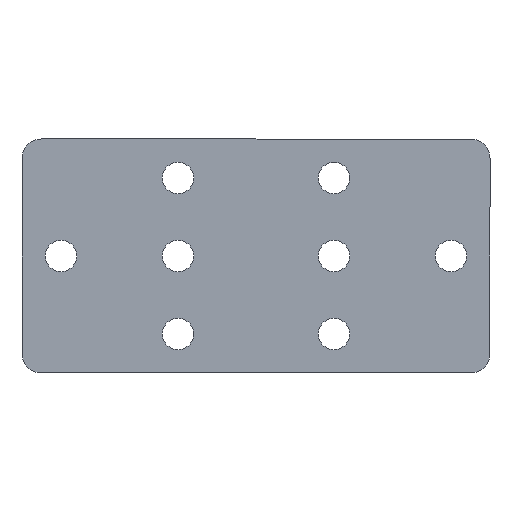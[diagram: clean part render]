
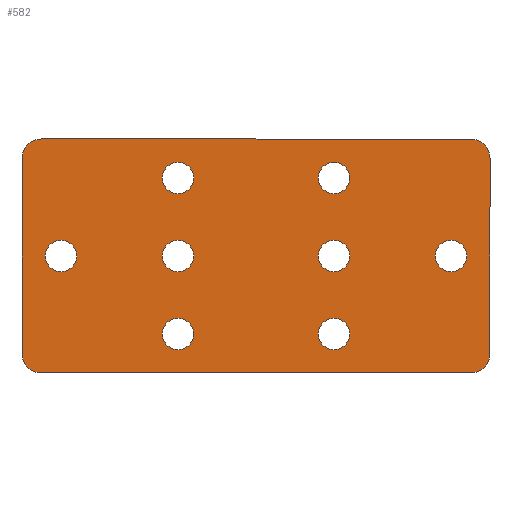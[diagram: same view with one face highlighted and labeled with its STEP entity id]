
A CAD part, front view. The second image highlights one B-rep face of the part: STEP entity #582.
In plain terms, the highlighted planar face has unit normal (0, -1, 0).
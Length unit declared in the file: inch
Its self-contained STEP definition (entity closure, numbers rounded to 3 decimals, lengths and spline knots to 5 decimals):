
#8 = CARTESIAN_POINT ( 'NONE',  ( 2., 0., -0.3505 ) ) ;
#9 = VERTEX_POINT ( 'NONE', #571 ) ;
#36 = ORIENTED_EDGE ( 'NONE', *, *, #588, .T. ) ;
#37 = CARTESIAN_POINT ( 'NONE',  ( 0.25, 0., -0.75 ) ) ;
#38 = ORIENTED_EDGE ( 'NONE', *, *, #186, .T. ) ;
#43 = AXIS2_PLACEMENT_3D ( 'NONE', #322, #593, #843 ) ;
#46 = AXIS2_PLACEMENT_3D ( 'NONE', #856, #516, #777 ) ;
#47 = EDGE_CURVE ( 'NONE', #49, #143, #260, .T. ) ;
#49 = VERTEX_POINT ( 'NONE', #512 ) ;
#52 = ORIENTED_EDGE ( 'NONE', *, *, #529, .F. ) ;
#58 = ORIENTED_EDGE ( 'NONE', *, *, #253, .F. ) ;
#61 = VECTOR ( 'NONE', #156, 39.37008 ) ;
#65 = VERTEX_POINT ( 'NONE', #335 ) ;
#81 = AXIS2_PLACEMENT_3D ( 'NONE', #283, #651, #404 ) ;
#83 = EDGE_LOOP ( 'NONE', ( #758 ) ) ;
#84 = FACE_BOUND ( 'NONE', #385, .T. ) ;
#85 = EDGE_CURVE ( 'NONE', #732, #732, #189, .T. ) ;
#90 = FACE_OUTER_BOUND ( 'NONE', #294, .T. ) ;
#94 = ORIENTED_EDGE ( 'NONE', *, *, #627, .T. ) ;
#121 = CARTESIAN_POINT ( 'NONE',  ( 2.75, 0., -0.6495 ) ) ;
#124 = CARTESIAN_POINT ( 'NONE',  ( 1., 0., -0.25 ) ) ;
#126 = VERTEX_POINT ( 'NONE', #418 ) ;
#127 = CARTESIAN_POINT ( 'NONE',  ( 2.875, 0., 0. ) ) ;
#141 = ORIENTED_EDGE ( 'NONE', *, *, #770, .T. ) ;
#143 = VERTEX_POINT ( 'NONE', #596 ) ;
#145 = PLANE ( 'NONE',  #644 ) ;
#150 = VERTEX_POINT ( 'NONE', #177 ) ;
#153 = ORIENTED_EDGE ( 'NONE', *, *, #268, .T. ) ;
#155 = EDGE_CURVE ( 'NONE', #65, #65, #855, .T. ) ;
#156 = DIRECTION ( 'NONE',  ( -1., 0., 0. ) ) ;
#160 = CIRCLE ( 'NONE', #431, 0.1005 ) ;
#167 = DIRECTION ( 'NONE',  ( 0., 0., -1. ) ) ;
#175 = CARTESIAN_POINT ( 'NONE',  ( 2., 0., -0.75 ) ) ;
#177 = CARTESIAN_POINT ( 'NONE',  ( 0., 0., -0.125 ) ) ;
#184 = CARTESIAN_POINT ( 'NONE',  ( 3., 0., -0.125 ) ) ;
#186 = EDGE_CURVE ( 'NONE', #606, #606, #764, .T. ) ;
#189 = CIRCLE ( 'NONE', #46, 0.1005 ) ;
#190 = VERTEX_POINT ( 'NONE', #486 ) ;
#198 = DIRECTION ( 'NONE',  ( 0., 0., -1. ) ) ;
#199 = VERTEX_POINT ( 'NONE', #497 ) ;
#204 = CARTESIAN_POINT ( 'NONE',  ( 2., 0., -0.25 ) ) ;
#209 = ORIENTED_EDGE ( 'NONE', *, *, #667, .T. ) ;
#210 = FACE_BOUND ( 'NONE', #285, .T. ) ;
#213 = CIRCLE ( 'NONE', #221, 0.1005 ) ;
#221 = AXIS2_PLACEMENT_3D ( 'NONE', #37, #841, #167 ) ;
#231 = VERTEX_POINT ( 'NONE', #184 ) ;
#232 = CARTESIAN_POINT ( 'NONE',  ( 3., 0., -1.375 ) ) ;
#239 = CIRCLE ( 'NONE', #499, 0.1005 ) ;
#240 = ORIENTED_EDGE ( 'NONE', *, *, #650, .T. ) ;
#245 = EDGE_LOOP ( 'NONE', ( #240 ) ) ;
#249 = LINE ( 'NONE', #328, #279 ) ;
#253 = EDGE_CURVE ( 'NONE', #49, #150, #706, .T. ) ;
#254 = CIRCLE ( 'NONE', #317, 0.125 ) ;
#259 = CARTESIAN_POINT ( 'NONE',  ( 0., 0., -1.5 ) ) ;
#260 = CIRCLE ( 'NONE', #432, 0.125 ) ;
#267 = EDGE_LOOP ( 'NONE', ( #38 ) ) ;
#268 = EDGE_CURVE ( 'NONE', #126, #126, #213, .T. ) ;
#270 = EDGE_LOOP ( 'NONE', ( #36 ) ) ;
#272 = DIRECTION ( 'NONE',  ( 0., 1., 0. ) ) ;
#274 = CARTESIAN_POINT ( 'NONE',  ( 0.125, 0., -1.375 ) ) ;
#279 = VECTOR ( 'NONE', #682, 39.37008 ) ;
#281 = DIRECTION ( 'NONE',  ( 0., 0., -1. ) ) ;
#283 = CARTESIAN_POINT ( 'NONE',  ( 2., 0., -1.25 ) ) ;
#285 = EDGE_LOOP ( 'NONE', ( #657 ) ) ;
#286 = FACE_BOUND ( 'NONE', #348, .T. ) ;
#294 = EDGE_LOOP ( 'NONE', ( #58, #575, #781, #209, #52, #94, #329, #587 ) ) ;
#296 = CIRCLE ( 'NONE', #43, 0.1005 ) ;
#309 = DIRECTION ( 'NONE',  ( 0., 0., -1. ) ) ;
#311 = EDGE_LOOP ( 'NONE', ( #153 ) ) ;
#313 = CARTESIAN_POINT ( 'NONE',  ( 0., 0., 0. ) ) ;
#317 = AXIS2_PLACEMENT_3D ( 'NONE', #558, #493, #488 ) ;
#322 = CARTESIAN_POINT ( 'NONE',  ( 1., 0., -0.75 ) ) ;
#328 = CARTESIAN_POINT ( 'NONE',  ( 3., 0., 0. ) ) ;
#329 = ORIENTED_EDGE ( 'NONE', *, *, #689, .F. ) ;
#331 = EDGE_CURVE ( 'NONE', #9, #143, #610, .T. ) ;
#335 = CARTESIAN_POINT ( 'NONE',  ( 2., 0., -1.1495 ) ) ;
#348 = EDGE_LOOP ( 'NONE', ( #141 ) ) ;
#357 = DIRECTION ( 'NONE',  ( 0., 1., 0. ) ) ;
#359 = CIRCLE ( 'NONE', #517, 0.125 ) ;
#382 = DIRECTION ( 'NONE',  ( 0., 0., 1. ) ) ;
#385 = EDGE_LOOP ( 'NONE', ( #705 ) ) ;
#403 = EDGE_CURVE ( 'NONE', #190, #190, #160, .T. ) ;
#404 = DIRECTION ( 'NONE',  ( 0., 0., 1. ) ) ;
#418 = CARTESIAN_POINT ( 'NONE',  ( 0.25, 0., -0.8505 ) ) ;
#431 = AXIS2_PLACEMENT_3D ( 'NONE', #124, #552, #560 ) ;
#432 = AXIS2_PLACEMENT_3D ( 'NONE', #274, #731, #309 ) ;
#433 = DIRECTION ( 'NONE',  ( 0., 0., -1. ) ) ;
#437 = DIRECTION ( 'NONE',  ( 0., -1., 0. ) ) ;
#443 = AXIS2_PLACEMENT_3D ( 'NONE', #494, #357, #281 ) ;
#452 = VERTEX_POINT ( 'NONE', #127 ) ;
#486 = CARTESIAN_POINT ( 'NONE',  ( 1., 0., -0.1495 ) ) ;
#488 = DIRECTION ( 'NONE',  ( 0., 0., -1. ) ) ;
#491 = VERTEX_POINT ( 'NONE', #745 ) ;
#493 = DIRECTION ( 'NONE',  ( 0., -1., 0. ) ) ;
#494 = CARTESIAN_POINT ( 'NONE',  ( 1., 0., -1.25 ) ) ;
#497 = CARTESIAN_POINT ( 'NONE',  ( 1., 0., -0.6495 ) ) ;
#499 = AXIS2_PLACEMENT_3D ( 'NONE', #204, #272, #433 ) ;
#505 = FACE_BOUND ( 'NONE', #270, .T. ) ;
#510 = FACE_BOUND ( 'NONE', #267, .T. ) ;
#512 = CARTESIAN_POINT ( 'NONE',  ( 0., 0., -1.375 ) ) ;
#516 = DIRECTION ( 'NONE',  ( 0., 1., 0. ) ) ;
#517 = AXIS2_PLACEMENT_3D ( 'NONE', #785, #730, #674 ) ;
#521 = EDGE_CURVE ( 'NONE', #536, #150, #254, .T. ) ;
#529 = EDGE_CURVE ( 'NONE', #231, #775, #249, .T. ) ;
#536 = VERTEX_POINT ( 'NONE', #802 ) ;
#552 = DIRECTION ( 'NONE',  ( 0., 1., 0. ) ) ;
#558 = CARTESIAN_POINT ( 'NONE',  ( 0.125, 0., -0.125 ) ) ;
#560 = DIRECTION ( 'NONE',  ( 0., 0., 1. ) ) ;
#571 = CARTESIAN_POINT ( 'NONE',  ( 2.875, 0., -1.5 ) ) ;
#575 = ORIENTED_EDGE ( 'NONE', *, *, #47, .T. ) ;
#578 = FACE_BOUND ( 'NONE', #245, .T. ) ;
#582 = ADVANCED_FACE ( 'NONE', ( #704, #210, #84, #286, #90, #510, #505, #578, #756 ), #145, .T. ) ;
#587 = ORIENTED_EDGE ( 'NONE', *, *, #521, .T. ) ;
#588 = EDGE_CURVE ( 'NONE', #618, #618, #239, .T. ) ;
#593 = DIRECTION ( 'NONE',  ( 0., 1., 0. ) ) ;
#596 = CARTESIAN_POINT ( 'NONE',  ( 0.125, 0., -1.5 ) ) ;
#606 = VERTEX_POINT ( 'NONE', #863 ) ;
#610 = LINE ( 'NONE', #259, #61 ) ;
#618 = VERTEX_POINT ( 'NONE', #8 ) ;
#619 = DIRECTION ( 'NONE',  ( 1., 0., 0. ) ) ;
#627 = EDGE_CURVE ( 'NONE', #231, #452, #838, .T. ) ;
#635 = VECTOR ( 'NONE', #619, 39.37008 ) ;
#644 = AXIS2_PLACEMENT_3D ( 'NONE', #752, #437, #703 ) ;
#650 = EDGE_CURVE ( 'NONE', #491, #491, #812, .T. ) ;
#651 = DIRECTION ( 'NONE',  ( 0., 1., 0. ) ) ;
#656 = VECTOR ( 'NONE', #382, 39.37008 ) ;
#657 = ORIENTED_EDGE ( 'NONE', *, *, #403, .T. ) ;
#664 = AXIS2_PLACEMENT_3D ( 'NONE', #805, #814, #198 ) ;
#667 = EDGE_CURVE ( 'NONE', #9, #775, #359, .T. ) ;
#674 = DIRECTION ( 'NONE',  ( 0., 0., -1. ) ) ;
#682 = DIRECTION ( 'NONE',  ( 0., 0., -1. ) ) ;
#689 = EDGE_CURVE ( 'NONE', #536, #452, #746, .T. ) ;
#692 = CARTESIAN_POINT ( 'NONE',  ( 0., 0., 0. ) ) ;
#703 = DIRECTION ( 'NONE',  ( 0., 0., -1. ) ) ;
#704 = FACE_BOUND ( 'NONE', #83, .T. ) ;
#705 = ORIENTED_EDGE ( 'NONE', *, *, #155, .T. ) ;
#706 = LINE ( 'NONE', #313, #656 ) ;
#730 = DIRECTION ( 'NONE',  ( 0., -1., 0. ) ) ;
#731 = DIRECTION ( 'NONE',  ( 0., -1., 0. ) ) ;
#732 = VERTEX_POINT ( 'NONE', #121 ) ;
#745 = CARTESIAN_POINT ( 'NONE',  ( 1., 0., -1.3505 ) ) ;
#746 = LINE ( 'NONE', #692, #635 ) ;
#752 = CARTESIAN_POINT ( 'NONE',  ( 0., 0., 0. ) ) ;
#756 = FACE_BOUND ( 'NONE', #311, .T. ) ;
#758 = ORIENTED_EDGE ( 'NONE', *, *, #85, .T. ) ;
#764 = CIRCLE ( 'NONE', #813, 0.1005 ) ;
#766 = DIRECTION ( 'NONE',  ( 0., 0., 1. ) ) ;
#770 = EDGE_CURVE ( 'NONE', #199, #199, #296, .T. ) ;
#775 = VERTEX_POINT ( 'NONE', #232 ) ;
#777 = DIRECTION ( 'NONE',  ( 0., 0., 1. ) ) ;
#781 = ORIENTED_EDGE ( 'NONE', *, *, #331, .F. ) ;
#785 = CARTESIAN_POINT ( 'NONE',  ( 2.875, 0., -1.375 ) ) ;
#802 = CARTESIAN_POINT ( 'NONE',  ( 0.125, 0., 0. ) ) ;
#805 = CARTESIAN_POINT ( 'NONE',  ( 2.875, 0., -0.125 ) ) ;
#812 = CIRCLE ( 'NONE', #443, 0.1005 ) ;
#813 = AXIS2_PLACEMENT_3D ( 'NONE', #175, #860, #766 ) ;
#814 = DIRECTION ( 'NONE',  ( 0., -1., 0. ) ) ;
#838 = CIRCLE ( 'NONE', #664, 0.125 ) ;
#841 = DIRECTION ( 'NONE',  ( 0., 1., 0. ) ) ;
#843 = DIRECTION ( 'NONE',  ( 0., 0., 1. ) ) ;
#855 = CIRCLE ( 'NONE', #81, 0.1005 ) ;
#856 = CARTESIAN_POINT ( 'NONE',  ( 2.75, 0., -0.75 ) ) ;
#860 = DIRECTION ( 'NONE',  ( 0., 1., 0. ) ) ;
#863 = CARTESIAN_POINT ( 'NONE',  ( 2., 0., -0.6495 ) ) ;
